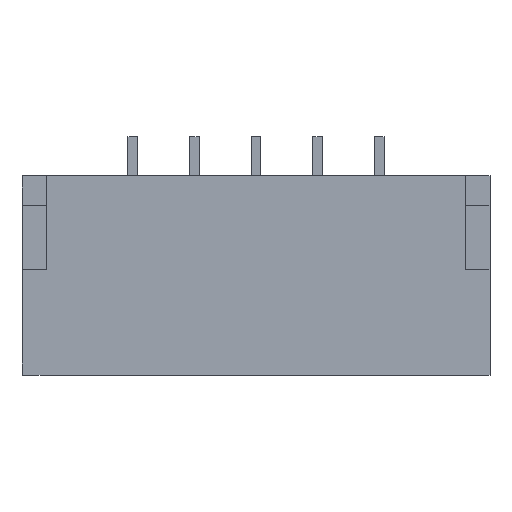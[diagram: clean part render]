
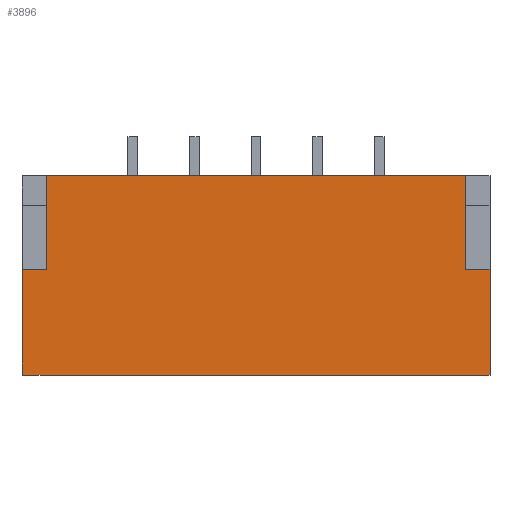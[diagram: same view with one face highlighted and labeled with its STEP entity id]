
A CAD part, top view. The second image highlights one B-rep face of the part: STEP entity #3896.
In plain terms, the highlighted planar face has unit normal (0, 0, 1).
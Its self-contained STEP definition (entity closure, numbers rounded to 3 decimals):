
#373 = PLANE('',#374);
#374 = AXIS2_PLACEMENT_3D('',#375,#376,#377);
#375 = CARTESIAN_POINT('',(4.75,-2.75,0.1));
#376 = DIRECTION('',(-1.,0.,0.));
#377 = DIRECTION('',(0.,-1.,0.));
#429 = PLANE('',#430);
#430 = AXIS2_PLACEMENT_3D('',#431,#432,#433);
#431 = CARTESIAN_POINT('',(-4.75,-2.75,0.1));
#432 = DIRECTION('',(1.,0.,0.));
#433 = DIRECTION('',(0.,1.,0.));
#1301 = PLANE('',#1302);
#1302 = AXIS2_PLACEMENT_3D('',#1303,#1304,#1305);
#1303 = CARTESIAN_POINT('',(4.75,1.3,0.1));
#1304 = DIRECTION('',(0.,-1.,0.));
#1305 = DIRECTION('',(1.,0.,0.));
#1569 = VERTEX_POINT('',#1570);
#1570 = CARTESIAN_POINT('',(-4.75,-0.6,4.35));
#1586 = PLANE('',#1587);
#1587 = AXIS2_PLACEMENT_3D('',#1588,#1589,#1590);
#1588 = CARTESIAN_POINT('',(-4.25,-0.6,4.35));
#1589 = DIRECTION('',(0.,1.,0.));
#1590 = DIRECTION('',(-1.,0.,0.));
#1890 = VERTEX_POINT('',#1891);
#1891 = CARTESIAN_POINT('',(-4.75,-2.75,4.35));
#1905 = PLANE('',#1906);
#1906 = AXIS2_PLACEMENT_3D('',#1907,#1908,#1909);
#1907 = CARTESIAN_POINT('',(4.75,-2.75,0.1));
#1908 = DIRECTION('',(0.,-1.,0.));
#1909 = DIRECTION('',(1.,0.,0.));
#1917 = EDGE_CURVE('',#1890,#1569,#1918,.T.);
#1918 = SURFACE_CURVE('',#1919,(#1923,#1930),.PCURVE_S1.);
#1919 = LINE('',#1920,#1921);
#1920 = CARTESIAN_POINT('',(-4.75,-2.75,4.35));
#1921 = VECTOR('',#1922,1.);
#1922 = DIRECTION('',(0.,1.,0.));
#1923 = PCURVE('',#429,#1924);
#1924 = DEFINITIONAL_REPRESENTATION('',(#1925),#1929);
#1925 = LINE('',#1926,#1927);
#1926 = CARTESIAN_POINT('',(0.,4.25));
#1927 = VECTOR('',#1928,1.);
#1928 = DIRECTION('',(1.,0.));
#1929 = ( GEOMETRIC_REPRESENTATION_CONTEXT(2) 
PARAMETRIC_REPRESENTATION_CONTEXT() REPRESENTATION_CONTEXT('2D SPACE',''
  ) );
#1930 = PCURVE('',#1931,#1936);
#1931 = PLANE('',#1932);
#1932 = AXIS2_PLACEMENT_3D('',#1933,#1934,#1935);
#1933 = CARTESIAN_POINT('',(4.75,-2.75,4.35));
#1934 = DIRECTION('',(0.,0.,-1.));
#1935 = DIRECTION('',(1.,0.,0.));
#1936 = DEFINITIONAL_REPRESENTATION('',(#1937),#1941);
#1937 = LINE('',#1938,#1939);
#1938 = CARTESIAN_POINT('',(-9.5,0.));
#1939 = VECTOR('',#1940,1.);
#1940 = DIRECTION('',(0.,-1.));
#1941 = ( GEOMETRIC_REPRESENTATION_CONTEXT(2) 
PARAMETRIC_REPRESENTATION_CONTEXT() REPRESENTATION_CONTEXT('2D SPACE',''
  ) );
#2103 = VERTEX_POINT('',#2104);
#2104 = CARTESIAN_POINT('',(4.75,-0.6,4.35));
#2118 = PLANE('',#2119);
#2119 = AXIS2_PLACEMENT_3D('',#2120,#2121,#2122);
#2120 = CARTESIAN_POINT('',(4.25,-0.6,4.35));
#2121 = DIRECTION('',(0.,-1.,0.));
#2122 = DIRECTION('',(1.,0.,0.));
#2130 = EDGE_CURVE('',#2131,#2103,#2133,.T.);
#2131 = VERTEX_POINT('',#2132);
#2132 = CARTESIAN_POINT('',(4.75,-2.75,4.35));
#2133 = SURFACE_CURVE('',#2134,(#2138,#2145),.PCURVE_S1.);
#2134 = LINE('',#2135,#2136);
#2135 = CARTESIAN_POINT('',(4.75,-2.75,4.35));
#2136 = VECTOR('',#2137,1.);
#2137 = DIRECTION('',(0.,1.,0.));
#2138 = PCURVE('',#373,#2139);
#2139 = DEFINITIONAL_REPRESENTATION('',(#2140),#2144);
#2140 = LINE('',#2141,#2142);
#2141 = CARTESIAN_POINT('',(0.,4.25));
#2142 = VECTOR('',#2143,1.);
#2143 = DIRECTION('',(-1.,0.));
#2144 = ( GEOMETRIC_REPRESENTATION_CONTEXT(2) 
PARAMETRIC_REPRESENTATION_CONTEXT() REPRESENTATION_CONTEXT('2D SPACE',''
  ) );
#2145 = PCURVE('',#1931,#2146);
#2146 = DEFINITIONAL_REPRESENTATION('',(#2147),#2151);
#2147 = LINE('',#2148,#2149);
#2148 = CARTESIAN_POINT('',(0.,0.));
#2149 = VECTOR('',#2150,1.);
#2150 = DIRECTION('',(0.,-1.));
#2151 = ( GEOMETRIC_REPRESENTATION_CONTEXT(2) 
PARAMETRIC_REPRESENTATION_CONTEXT() REPRESENTATION_CONTEXT('2D SPACE',''
  ) );
#3795 = VERTEX_POINT('',#3796);
#3796 = CARTESIAN_POINT('',(-4.25,1.3,4.35));
#3810 = PLANE('',#3811);
#3811 = AXIS2_PLACEMENT_3D('',#3812,#3813,#3814);
#3812 = CARTESIAN_POINT('',(-4.25,-0.6,4.35));
#3813 = DIRECTION('',(-1.,0.,0.));
#3814 = DIRECTION('',(0.,1.,0.));
#3822 = EDGE_CURVE('',#3823,#3795,#3825,.T.);
#3823 = VERTEX_POINT('',#3824);
#3824 = CARTESIAN_POINT('',(4.25,1.3,4.35));
#3825 = SURFACE_CURVE('',#3826,(#3830,#3837),.PCURVE_S1.);
#3826 = LINE('',#3827,#3828);
#3827 = CARTESIAN_POINT('',(4.75,1.3,4.35));
#3828 = VECTOR('',#3829,1.);
#3829 = DIRECTION('',(-1.,0.,0.));
#3830 = PCURVE('',#1301,#3831);
#3831 = DEFINITIONAL_REPRESENTATION('',(#3832),#3836);
#3832 = LINE('',#3833,#3834);
#3833 = CARTESIAN_POINT('',(0.,4.25));
#3834 = VECTOR('',#3835,1.);
#3835 = DIRECTION('',(-1.,0.));
#3836 = ( GEOMETRIC_REPRESENTATION_CONTEXT(2) 
PARAMETRIC_REPRESENTATION_CONTEXT() REPRESENTATION_CONTEXT('2D SPACE',''
  ) );
#3837 = PCURVE('',#1931,#3838);
#3838 = DEFINITIONAL_REPRESENTATION('',(#3839),#3843);
#3839 = LINE('',#3840,#3841);
#3840 = CARTESIAN_POINT('',(0.,-4.05));
#3841 = VECTOR('',#3842,1.);
#3842 = DIRECTION('',(-1.,0.));
#3843 = ( GEOMETRIC_REPRESENTATION_CONTEXT(2) 
PARAMETRIC_REPRESENTATION_CONTEXT() REPRESENTATION_CONTEXT('2D SPACE',''
  ) );
#3861 = PLANE('',#3862);
#3862 = AXIS2_PLACEMENT_3D('',#3863,#3864,#3865);
#3863 = CARTESIAN_POINT('',(4.25,-0.6,4.35));
#3864 = DIRECTION('',(1.,0.,0.));
#3865 = DIRECTION('',(0.,1.,0.));
#3896 = ADVANCED_FACE('',(#3897),#1931,.F.);
#3897 = FACE_BOUND('',#3898,.T.);
#3898 = EDGE_LOOP('',(#3899,#3922,#3923,#3944,#3945,#3968,#3989,#3990));
#3899 = ORIENTED_EDGE('',*,*,#3900,.T.);
#3900 = EDGE_CURVE('',#3901,#1569,#3903,.T.);
#3901 = VERTEX_POINT('',#3902);
#3902 = CARTESIAN_POINT('',(-4.25,-0.6,4.35));
#3903 = SURFACE_CURVE('',#3904,(#3908,#3915),.PCURVE_S1.);
#3904 = LINE('',#3905,#3906);
#3905 = CARTESIAN_POINT('',(-4.25,-0.6,4.35));
#3906 = VECTOR('',#3907,1.);
#3907 = DIRECTION('',(-1.,0.,0.));
#3908 = PCURVE('',#1931,#3909);
#3909 = DEFINITIONAL_REPRESENTATION('',(#3910),#3914);
#3910 = LINE('',#3911,#3912);
#3911 = CARTESIAN_POINT('',(-9.,-2.15));
#3912 = VECTOR('',#3913,1.);
#3913 = DIRECTION('',(-1.,0.));
#3914 = ( GEOMETRIC_REPRESENTATION_CONTEXT(2) 
PARAMETRIC_REPRESENTATION_CONTEXT() REPRESENTATION_CONTEXT('2D SPACE',''
  ) );
#3915 = PCURVE('',#1586,#3916);
#3916 = DEFINITIONAL_REPRESENTATION('',(#3917),#3921);
#3917 = LINE('',#3918,#3919);
#3918 = CARTESIAN_POINT('',(0.,0.));
#3919 = VECTOR('',#3920,1.);
#3920 = DIRECTION('',(1.,0.));
#3921 = ( GEOMETRIC_REPRESENTATION_CONTEXT(2) 
PARAMETRIC_REPRESENTATION_CONTEXT() REPRESENTATION_CONTEXT('2D SPACE',''
  ) );
#3922 = ORIENTED_EDGE('',*,*,#1917,.F.);
#3923 = ORIENTED_EDGE('',*,*,#3924,.F.);
#3924 = EDGE_CURVE('',#2131,#1890,#3925,.T.);
#3925 = SURFACE_CURVE('',#3926,(#3930,#3937),.PCURVE_S1.);
#3926 = LINE('',#3927,#3928);
#3927 = CARTESIAN_POINT('',(4.75,-2.75,4.35));
#3928 = VECTOR('',#3929,1.);
#3929 = DIRECTION('',(-1.,0.,0.));
#3930 = PCURVE('',#1931,#3931);
#3931 = DEFINITIONAL_REPRESENTATION('',(#3932),#3936);
#3932 = LINE('',#3933,#3934);
#3933 = CARTESIAN_POINT('',(0.,0.));
#3934 = VECTOR('',#3935,1.);
#3935 = DIRECTION('',(-1.,0.));
#3936 = ( GEOMETRIC_REPRESENTATION_CONTEXT(2) 
PARAMETRIC_REPRESENTATION_CONTEXT() REPRESENTATION_CONTEXT('2D SPACE',''
  ) );
#3937 = PCURVE('',#1905,#3938);
#3938 = DEFINITIONAL_REPRESENTATION('',(#3939),#3943);
#3939 = LINE('',#3940,#3941);
#3940 = CARTESIAN_POINT('',(0.,4.25));
#3941 = VECTOR('',#3942,1.);
#3942 = DIRECTION('',(-1.,0.));
#3943 = ( GEOMETRIC_REPRESENTATION_CONTEXT(2) 
PARAMETRIC_REPRESENTATION_CONTEXT() REPRESENTATION_CONTEXT('2D SPACE',''
  ) );
#3944 = ORIENTED_EDGE('',*,*,#2130,.T.);
#3945 = ORIENTED_EDGE('',*,*,#3946,.F.);
#3946 = EDGE_CURVE('',#3947,#2103,#3949,.T.);
#3947 = VERTEX_POINT('',#3948);
#3948 = CARTESIAN_POINT('',(4.25,-0.6,4.35));
#3949 = SURFACE_CURVE('',#3950,(#3954,#3961),.PCURVE_S1.);
#3950 = LINE('',#3951,#3952);
#3951 = CARTESIAN_POINT('',(4.25,-0.6,4.35));
#3952 = VECTOR('',#3953,1.);
#3953 = DIRECTION('',(1.,0.,0.));
#3954 = PCURVE('',#1931,#3955);
#3955 = DEFINITIONAL_REPRESENTATION('',(#3956),#3960);
#3956 = LINE('',#3957,#3958);
#3957 = CARTESIAN_POINT('',(-0.5,-2.15));
#3958 = VECTOR('',#3959,1.);
#3959 = DIRECTION('',(1.,0.));
#3960 = ( GEOMETRIC_REPRESENTATION_CONTEXT(2) 
PARAMETRIC_REPRESENTATION_CONTEXT() REPRESENTATION_CONTEXT('2D SPACE',''
  ) );
#3961 = PCURVE('',#2118,#3962);
#3962 = DEFINITIONAL_REPRESENTATION('',(#3963),#3967);
#3963 = LINE('',#3964,#3965);
#3964 = CARTESIAN_POINT('',(0.,0.));
#3965 = VECTOR('',#3966,1.);
#3966 = DIRECTION('',(1.,0.));
#3967 = ( GEOMETRIC_REPRESENTATION_CONTEXT(2) 
PARAMETRIC_REPRESENTATION_CONTEXT() REPRESENTATION_CONTEXT('2D SPACE',''
  ) );
#3968 = ORIENTED_EDGE('',*,*,#3969,.F.);
#3969 = EDGE_CURVE('',#3823,#3947,#3970,.T.);
#3970 = SURFACE_CURVE('',#3971,(#3975,#3982),.PCURVE_S1.);
#3971 = LINE('',#3972,#3973);
#3972 = CARTESIAN_POINT('',(4.25,1.3,4.35));
#3973 = VECTOR('',#3974,1.);
#3974 = DIRECTION('',(0.,-1.,0.));
#3975 = PCURVE('',#1931,#3976);
#3976 = DEFINITIONAL_REPRESENTATION('',(#3977),#3981);
#3977 = LINE('',#3978,#3979);
#3978 = CARTESIAN_POINT('',(-0.5,-4.05));
#3979 = VECTOR('',#3980,1.);
#3980 = DIRECTION('',(0.,1.));
#3981 = ( GEOMETRIC_REPRESENTATION_CONTEXT(2) 
PARAMETRIC_REPRESENTATION_CONTEXT() REPRESENTATION_CONTEXT('2D SPACE',''
  ) );
#3982 = PCURVE('',#3861,#3983);
#3983 = DEFINITIONAL_REPRESENTATION('',(#3984),#3988);
#3984 = LINE('',#3985,#3986);
#3985 = CARTESIAN_POINT('',(1.9,0.));
#3986 = VECTOR('',#3987,1.);
#3987 = DIRECTION('',(-1.,0.));
#3988 = ( GEOMETRIC_REPRESENTATION_CONTEXT(2) 
PARAMETRIC_REPRESENTATION_CONTEXT() REPRESENTATION_CONTEXT('2D SPACE',''
  ) );
#3989 = ORIENTED_EDGE('',*,*,#3822,.T.);
#3990 = ORIENTED_EDGE('',*,*,#3991,.T.);
#3991 = EDGE_CURVE('',#3795,#3901,#3992,.T.);
#3992 = SURFACE_CURVE('',#3993,(#3997,#4004),.PCURVE_S1.);
#3993 = LINE('',#3994,#3995);
#3994 = CARTESIAN_POINT('',(-4.25,1.3,4.35));
#3995 = VECTOR('',#3996,1.);
#3996 = DIRECTION('',(0.,-1.,0.));
#3997 = PCURVE('',#1931,#3998);
#3998 = DEFINITIONAL_REPRESENTATION('',(#3999),#4003);
#3999 = LINE('',#4000,#4001);
#4000 = CARTESIAN_POINT('',(-9.,-4.05));
#4001 = VECTOR('',#4002,1.);
#4002 = DIRECTION('',(0.,1.));
#4003 = ( GEOMETRIC_REPRESENTATION_CONTEXT(2) 
PARAMETRIC_REPRESENTATION_CONTEXT() REPRESENTATION_CONTEXT('2D SPACE',''
  ) );
#4004 = PCURVE('',#3810,#4005);
#4005 = DEFINITIONAL_REPRESENTATION('',(#4006),#4010);
#4006 = LINE('',#4007,#4008);
#4007 = CARTESIAN_POINT('',(1.9,0.));
#4008 = VECTOR('',#4009,1.);
#4009 = DIRECTION('',(-1.,0.));
#4010 = ( GEOMETRIC_REPRESENTATION_CONTEXT(2) 
PARAMETRIC_REPRESENTATION_CONTEXT() REPRESENTATION_CONTEXT('2D SPACE',''
  ) );
